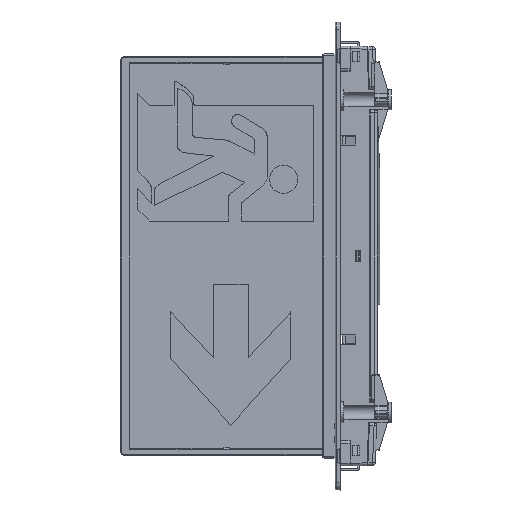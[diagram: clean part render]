
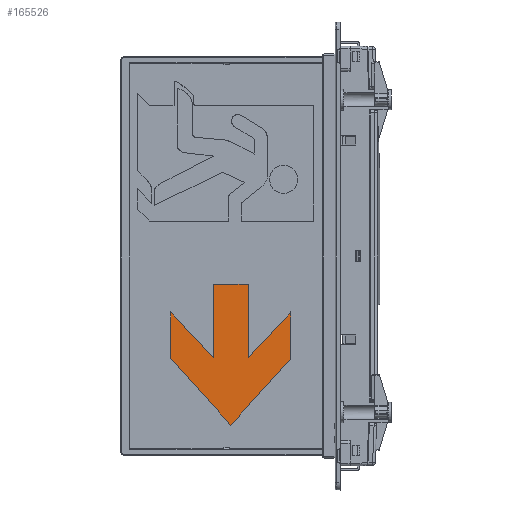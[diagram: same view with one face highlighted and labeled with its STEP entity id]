
A CAD part, front view. The second image highlights one B-rep face of the part: STEP entity #165526.
In plain terms, the highlighted planar face has unit normal (0, -1, 0).
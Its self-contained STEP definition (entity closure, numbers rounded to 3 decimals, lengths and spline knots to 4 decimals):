
#1=DIRECTION('',(0.,0.,1.));
#2=VECTOR('',#1,1.4304);
#3=CARTESIAN_POINT('',(-1.4325,-0.1378,-3.1496));
#4=LINE('',#3,#2);
#55947=DIRECTION('',(0.,0.,1.));
#55948=VECTOR('',#55947,2.2607);
#55949=CARTESIAN_POINT('',(-2.7451,-0.1378,
-3.1245));
#55950=LINE('',#55949,#55948);
#55959=DIRECTION('',(0.,0.,1.));
#55960=VECTOR('',#55959,2.2607);
#55961=CARTESIAN_POINT('',(-3.8164,-0.1378,
-3.1245));
#55962=LINE('',#55961,#55960);
#55963=DIRECTION('',(1.,0.,0.));
#55964=VECTOR('',#55963,1.0713);
#55965=CARTESIAN_POINT('',(-3.8164,-0.1378,
-0.8638));
#55966=LINE('',#55965,#55964);
#55967=DIRECTION('',(0.683,0.,0.731));
#55968=VECTOR('',#55967,1.923);
#55969=CARTESIAN_POINT('',(-2.7451,-0.1378,
-3.1245));
#55970=LINE('',#55969,#55968);
#55971=DIRECTION('',(-0.67,0.,-0.742));
#55972=VECTOR('',#55971,2.7579);
#55973=CARTESIAN_POINT('',(-1.4325,-0.1378,
-3.1496));
#55974=LINE('',#55973,#55972);
#55975=DIRECTION('',(-0.67,0.,0.743));
#55976=VECTOR('',#55975,2.7563);
#55977=CARTESIAN_POINT('',(-3.2807,-0.1378,
-5.1965));
#55978=LINE('',#55977,#55976);
#55979=DIRECTION('',(0.682,0.,-0.731));
#55980=VECTOR('',#55979,1.9213);
#55981=CARTESIAN_POINT('',(-5.1267,-0.1378,
-1.7192));
#55982=LINE('',#55981,#55980);
#55995=DIRECTION('',(0.,0.,-1.));
#55996=VECTOR('',#55995,1.4304);
#55997=CARTESIAN_POINT('',(-5.1267,-0.1378,
-1.7192));
#55998=LINE('',#55997,#55996);
#64204=CARTESIAN_POINT('',(-3.8164,-0.1378,
-0.8638));
#64205=CARTESIAN_POINT('',(-2.7451,-0.1378,
-0.8638));
#64206=VERTEX_POINT('',#64204);
#64207=VERTEX_POINT('',#64205);
#64208=CARTESIAN_POINT('',(-3.8164,-0.1378,
-3.1245));
#64209=VERTEX_POINT('',#64208);
#64210=CARTESIAN_POINT('',(-2.7451,-0.1378,
-3.1245));
#64211=CARTESIAN_POINT('',(-1.4325,-0.1378,
-1.7192));
#64212=VERTEX_POINT('',#64210);
#64213=VERTEX_POINT('',#64211);
#64214=CARTESIAN_POINT('',(-1.4325,-0.1378,
-3.1496));
#64215=CARTESIAN_POINT('',(-3.2807,-0.1378,
-5.1965));
#64216=VERTEX_POINT('',#64214);
#64217=VERTEX_POINT('',#64215);
#64218=CARTESIAN_POINT('',(-5.1267,-0.1378,
-3.1496));
#64219=VERTEX_POINT('',#64218);
#64220=CARTESIAN_POINT('',(-5.1267,-0.1378,
-1.7192));
#64221=VERTEX_POINT('',#64220);
#165505=CARTESIAN_POINT('',(-3.2796,-0.1378,
-3.0301));
#165506=DIRECTION('',(0.,1.,0.));
#165507=DIRECTION('',(0.,0.,-1.));
#165508=AXIS2_PLACEMENT_3D('',#165505,#165506,#165507);
#165509=PLANE('',#165508);
#165511=ORIENTED_EDGE('',*,*,#165510,.T.);
#165512=ORIENTED_EDGE('',*,*,#165471,.T.);
#165513=ORIENTED_EDGE('',*,*,#165486,.F.);
#165514=ORIENTED_EDGE('',*,*,#165499,.T.);
#165515=ORIENTED_EDGE('',*,*,#68675,.F.);
#165517=ORIENTED_EDGE('',*,*,#165516,.T.);
#165519=ORIENTED_EDGE('',*,*,#165518,.T.);
#165521=ORIENTED_EDGE('',*,*,#165520,.F.);
#165523=ORIENTED_EDGE('',*,*,#165522,.T.);
#165524=EDGE_LOOP('',(#165511,#165512,#165513,#165514,#165515,#165517,#165519,
#165521,#165523));
#165525=FACE_OUTER_BOUND('',#165524,.F.);
#165526=ADVANCED_FACE('',(#165525),#165509,.F.);
#68675=EDGE_CURVE('',#64216,#64213,#4,.T.);
#165471=EDGE_CURVE('',#64206,#64207,#55966,.T.);
#165486=EDGE_CURVE('',#64212,#64207,#55950,.T.);
#165499=EDGE_CURVE('',#64212,#64213,#55970,.T.);
#165510=EDGE_CURVE('',#64209,#64206,#55962,.T.);
#165516=EDGE_CURVE('',#64216,#64217,#55974,.T.);
#165518=EDGE_CURVE('',#64217,#64219,#55978,.T.);
#165520=EDGE_CURVE('',#64221,#64219,#55998,.T.);
#165522=EDGE_CURVE('',#64221,#64209,#55982,.T.);
